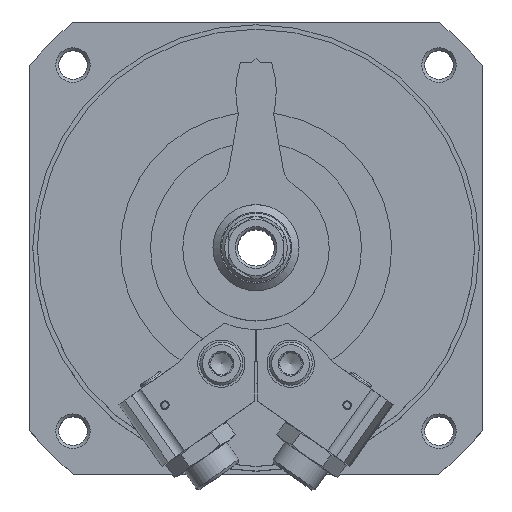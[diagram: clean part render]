
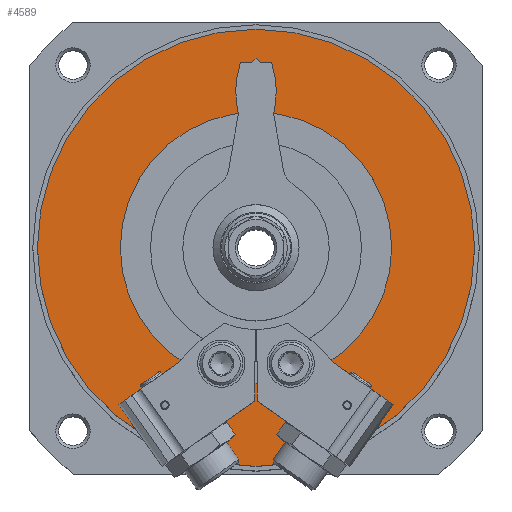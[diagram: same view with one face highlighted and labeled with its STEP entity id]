
A CAD part, top view. The second image highlights one B-rep face of the part: STEP entity #4589.
In plain terms, the highlighted face is planar.
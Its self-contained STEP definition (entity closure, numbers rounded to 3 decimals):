
#197=PLANE('',#5054);
#918=ORIENTED_EDGE('',*,*,#2080,.F.);
#919=ORIENTED_EDGE('',*,*,#2081,.T.);
#2080=EDGE_CURVE('',#2671,#2671,#3117,.T.);
#2081=EDGE_CURVE('',#2672,#2672,#3118,.T.);
#2671=VERTEX_POINT('',#7383);
#2672=VERTEX_POINT('',#7385);
#3117=CIRCLE('',#5055,50.75);
#3118=CIRCLE('',#5056,31.5);
#3456=EDGE_LOOP('',(#918));
#3457=EDGE_LOOP('',(#919));
#3977=FACE_BOUND('',#3456,.T.);
#3978=FACE_BOUND('',#3457,.T.);
#4589=ADVANCED_FACE('',(#3977,#3978),#197,.F.);
#5054=AXIS2_PLACEMENT_3D('',#7381,#5792,#5793);
#5055=AXIS2_PLACEMENT_3D('',#7382,#5794,#5795);
#5056=AXIS2_PLACEMENT_3D('',#7384,#5796,#5797);
#5792=DIRECTION('',(1.,0.,0.));
#5793=DIRECTION('',(0.,0.,-1.));
#5794=DIRECTION('',(1.,0.,0.));
#5795=DIRECTION('',(0.,0.,-1.));
#5796=DIRECTION('',(1.,0.,0.));
#5797=DIRECTION('',(0.,0.,-1.));
#7381=CARTESIAN_POINT('',(-56.,0.,0.));
#7382=CARTESIAN_POINT('',(-56.,0.,0.));
#7383=CARTESIAN_POINT('',(-56.,0.,-50.75));
#7384=CARTESIAN_POINT('',(-56.,0.,0.));
#7385=CARTESIAN_POINT('',(-56.,0.,-31.5));
